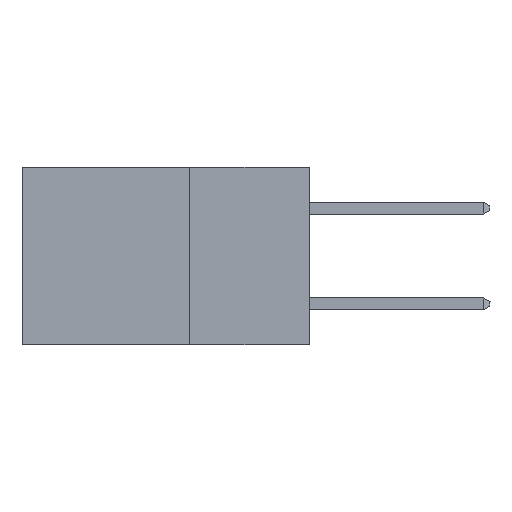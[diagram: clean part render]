
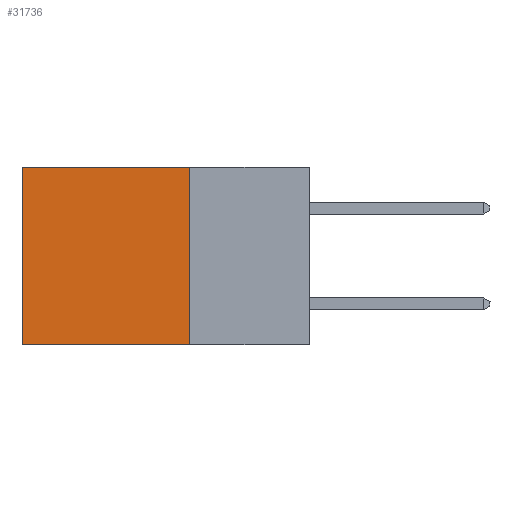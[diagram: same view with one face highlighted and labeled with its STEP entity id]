
A CAD part, left-side view. The second image highlights one B-rep face of the part: STEP entity #31736.
In plain terms, the highlighted planar face has unit normal (-1, 0, 0).
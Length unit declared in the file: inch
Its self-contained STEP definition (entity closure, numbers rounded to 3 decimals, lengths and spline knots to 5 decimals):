
#91 = LINE ( 'NONE', #7376, #27699 ) ;
#1239 = DIRECTION ( 'NONE',  ( 0., 0., -1. ) ) ;
#1941 = EDGE_CURVE ( 'NONE', #11928, #31535, #37718, .T. ) ;
#3605 = DIRECTION ( 'NONE',  ( 1., 0., 0. ) ) ;
#3833 = DIRECTION ( 'NONE',  ( 0., 0., -1. ) ) ;
#4820 = DIRECTION ( 'NONE',  ( 0., 1., 0. ) ) ;
#5650 = AXIS2_PLACEMENT_3D ( 'NONE', #10904, #3605, #25241 ) ;
#7376 = CARTESIAN_POINT ( 'NONE',  ( 0.2875, 0.25, 0. ) ) ;
#10437 = FACE_OUTER_BOUND ( 'NONE', #40866, .T. ) ;
#10798 = ORIENTED_EDGE ( 'NONE', *, *, #16804, .F. ) ;
#10904 = CARTESIAN_POINT ( 'NONE',  ( 0.2875, 0.25, 0. ) ) ;
#11928 = VERTEX_POINT ( 'NONE', #15463 ) ;
#12817 = EDGE_CURVE ( 'NONE', #31535, #39381, #25713, .T. ) ;
#15463 = CARTESIAN_POINT ( 'NONE',  ( 0.2875, 0.25, 0. ) ) ;
#16804 = EDGE_CURVE ( 'NONE', #11928, #22498, #91, .T. ) ;
#18417 = CARTESIAN_POINT ( 'NONE',  ( 0.2875, 0.6, 0. ) ) ;
#18755 = CARTESIAN_POINT ( 'NONE',  ( 0.2875, 0.6, 0. ) ) ;
#20231 = VECTOR ( 'NONE', #4820, 39.37008 ) ;
#20575 = PLANE ( 'NONE',  #5650 ) ;
#21753 = ORIENTED_EDGE ( 'NONE', *, *, #12817, .T. ) ;
#22498 = VERTEX_POINT ( 'NONE', #28692 ) ;
#25184 = EDGE_CURVE ( 'NONE', #22498, #39381, #41521, .T. ) ;
#25241 = DIRECTION ( 'NONE',  ( 0., 0., -1. ) ) ;
#25713 = LINE ( 'NONE', #18417, #34637 ) ;
#27699 = VECTOR ( 'NONE', #3833, 39.37008 ) ;
#28692 = CARTESIAN_POINT ( 'NONE',  ( 0.2875, 0.25, -0.37 ) ) ;
#31535 = VERTEX_POINT ( 'NONE', #18755 ) ;
#31736 = ADVANCED_FACE ( 'NONE', ( #10437 ), #20575, .F. ) ;
#32378 = ORIENTED_EDGE ( 'NONE', *, *, #1941, .T. ) ;
#33050 = VECTOR ( 'NONE', #39555, 39.37008 ) ;
#33395 = CARTESIAN_POINT ( 'NONE',  ( 0.2875, 0.6, -0.37 ) ) ;
#34183 = CARTESIAN_POINT ( 'NONE',  ( 0.2875, 0.25, 0. ) ) ;
#34637 = VECTOR ( 'NONE', #1239, 39.37008 ) ;
#36426 = CARTESIAN_POINT ( 'NONE',  ( 0.2875, 0.25, -0.37 ) ) ;
#37718 = LINE ( 'NONE', #34183, #33050 ) ;
#39381 = VERTEX_POINT ( 'NONE', #33395 ) ;
#39555 = DIRECTION ( 'NONE',  ( 0., 1., 0. ) ) ;
#40866 = EDGE_LOOP ( 'NONE', ( #21753, #42117, #10798, #32378 ) ) ;
#41521 = LINE ( 'NONE', #36426, #20231 ) ;
#42117 = ORIENTED_EDGE ( 'NONE', *, *, #25184, .F. ) ;
